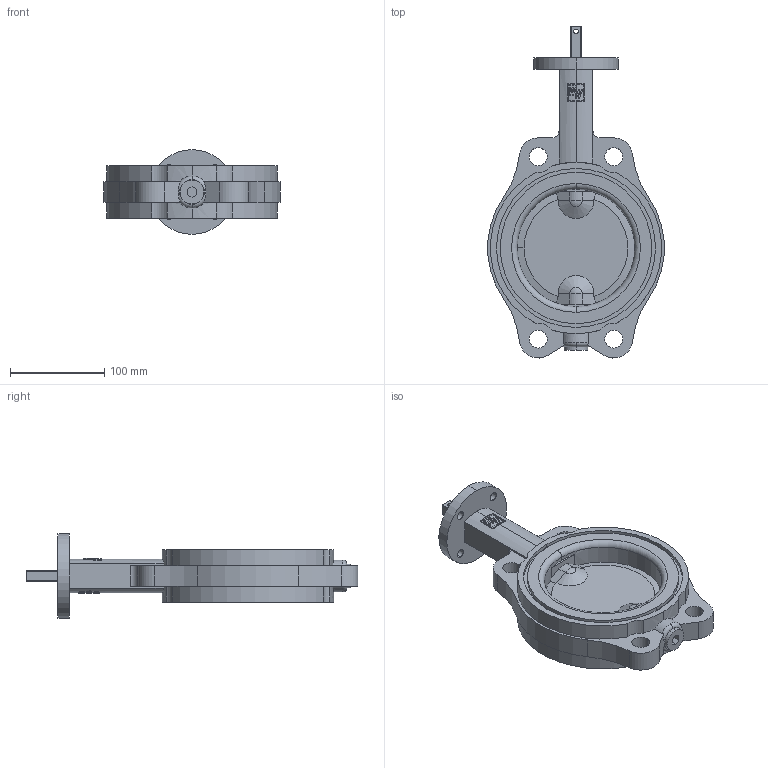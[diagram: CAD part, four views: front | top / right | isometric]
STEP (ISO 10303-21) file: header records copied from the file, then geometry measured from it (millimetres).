
FILE_DESCRIPTION (( 'STEP AP214' ), '1' );
FILE_NAME ('EVBLS DN125 PN16.STEP', '2016-02-15T13:04:58', ( '' ), ( '' ), 'SwSTEP 2.0', 'SolidWorks 2015', '' );
FILE_SCHEMA (( 'AUTOMOTIVE_DESIGN' ));
Length unit declared in the file: millimetre
Products named in the file (1): EVBLS DN125 PN16
Bounding box: 187.3 x 352.98 x 90 mm (x, y, z)
Volume: 1197969.8 mm3; surface area: 160055.3 mm2
Topology: 1 solids, 1 shells, 386 faces, 1044 edges, 684 vertices
Faces by surface type: plane 179, cylinder 109, bspline 78, cone 10, torus 6, sphere 4
Entity records: 16975 total; most frequent: CARTESIAN_POINT 6780, ORIENTED_EDGE 2076, DIRECTION 1748, EDGE_CURVE 1038, VERTEX_POINT 682, AXIS2_PLACEMENT_3D 633, LINE 482, VECTOR 482
